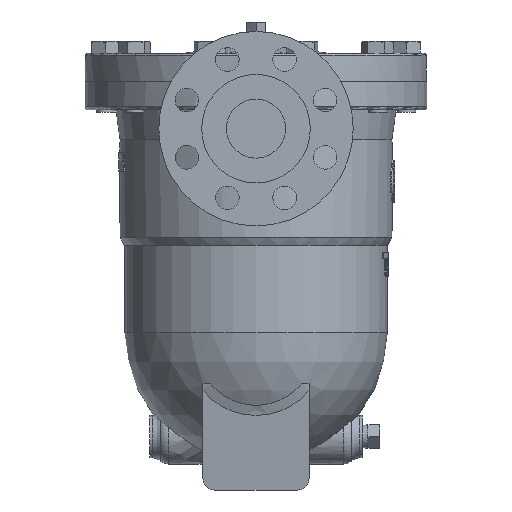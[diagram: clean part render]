
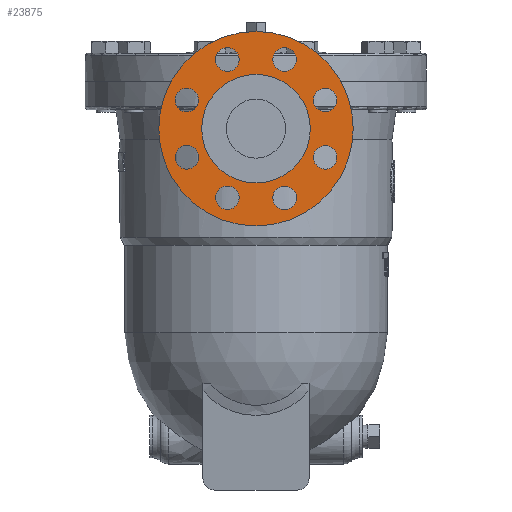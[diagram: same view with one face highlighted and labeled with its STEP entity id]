
A CAD part, left-side view. The second image highlights one B-rep face of the part: STEP entity #23875.
In plain terms, the highlighted planar face has unit normal (-1, 0, 0).
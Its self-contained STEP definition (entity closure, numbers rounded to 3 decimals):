
#22976=CARTESIAN_POINT('',(-196.4,-65.737,-8.629));
#22977=VERTEX_POINT('',#22976);
#22978=CARTESIAN_POINT('',(-196.4,-58.666,-15.7));
#22979=DIRECTION('',(1.0,0.,0.));
#22980=DIRECTION('',(0.,-0.707,0.707));
#22981=AXIS2_PLACEMENT_3D('',#22978,#22979,#22980);
#22982=CIRCLE('',#22981,10.0);
#22983=EDGE_CURVE('',#22977,#22977,#22982,.T.);
#23017=CARTESIAN_POINT('',(-196.4,-68.666,-64.3));
#23018=VERTEX_POINT('',#23017);
#23019=CARTESIAN_POINT('',(-196.4,-58.666,-64.3));
#23020=DIRECTION('',(1.0,0.0,0.0));
#23021=DIRECTION('',(0.0,-1.0,0.0));
#23022=AXIS2_PLACEMENT_3D('',#23019,#23020,#23021);
#23023=CIRCLE('',#23022,10.0);
#23024=EDGE_CURVE('',#23018,#23018,#23023,.T.);
#23058=CARTESIAN_POINT('',(-196.4,-31.371,-105.737));
#23059=VERTEX_POINT('',#23058);
#23060=CARTESIAN_POINT('',(-196.4,-24.3,-98.666));
#23061=DIRECTION('',(1.0,0.,0.));
#23062=DIRECTION('',(0.,-0.707,-0.707));
#23063=AXIS2_PLACEMENT_3D('',#23060,#23061,#23062);
#23064=CIRCLE('',#23063,10.0);
#23065=EDGE_CURVE('',#23059,#23059,#23064,.T.);
#23099=CARTESIAN_POINT('',(-196.4,24.3,-108.666));
#23100=VERTEX_POINT('',#23099);
#23101=CARTESIAN_POINT('',(-196.4,24.3,-98.666));
#23102=DIRECTION('',(1.0,0.0,0.0));
#23103=DIRECTION('',(0.0,0.0,-1.0));
#23104=AXIS2_PLACEMENT_3D('',#23101,#23102,#23103);
#23105=CIRCLE('',#23104,10.0);
#23106=EDGE_CURVE('',#23100,#23100,#23105,.T.);
#23140=CARTESIAN_POINT('',(-196.4,65.737,-71.371));
#23141=VERTEX_POINT('',#23140);
#23142=CARTESIAN_POINT('',(-196.4,58.666,-64.3));
#23143=DIRECTION('',(1.0,0.,0.));
#23144=DIRECTION('',(0.,0.707,-0.707));
#23145=AXIS2_PLACEMENT_3D('',#23142,#23143,#23144);
#23146=CIRCLE('',#23145,10.0);
#23147=EDGE_CURVE('',#23141,#23141,#23146,.T.);
#23181=CARTESIAN_POINT('',(-196.4,68.666,-15.7));
#23182=VERTEX_POINT('',#23181);
#23183=CARTESIAN_POINT('',(-196.4,58.666,-15.7));
#23184=DIRECTION('',(1.0,0.0,0.0));
#23185=DIRECTION('',(0.0,1.0,0.0));
#23186=AXIS2_PLACEMENT_3D('',#23183,#23184,#23185);
#23187=CIRCLE('',#23186,10.0);
#23188=EDGE_CURVE('',#23182,#23182,#23187,.T.);
#23222=CARTESIAN_POINT('',(-196.4,31.371,25.737));
#23223=VERTEX_POINT('',#23222);
#23224=CARTESIAN_POINT('',(-196.4,24.3,18.666));
#23225=DIRECTION('',(1.0,0.,0.));
#23226=DIRECTION('',(0.,0.707,0.707));
#23227=AXIS2_PLACEMENT_3D('',#23224,#23225,#23226);
#23228=CIRCLE('',#23227,10.0);
#23229=EDGE_CURVE('',#23223,#23223,#23228,.T.);
#23263=CARTESIAN_POINT('',(-196.4,-24.3,28.666));
#23264=VERTEX_POINT('',#23263);
#23265=CARTESIAN_POINT('',(-196.4,-24.3,18.666));
#23266=DIRECTION('',(1.0,0.0,0.0));
#23267=DIRECTION('',(0.0,0.0,1.0));
#23268=AXIS2_PLACEMENT_3D('',#23265,#23266,#23267);
#23269=CIRCLE('',#23268,10.0);
#23270=EDGE_CURVE('',#23264,#23264,#23269,.T.);
#23824=CARTESIAN_POINT('',(-196.4,0.0,24.275));
#23825=DIRECTION('',(-1.0,0.0,0.0));
#23826=DIRECTION('',(0.0,0.0,1.0));
#23827=AXIS2_PLACEMENT_3D('',#23824,#23825,#23826);
#23828=PLANE('',#23827);
#23829=CARTESIAN_POINT('',(-196.4,0.0,42.5));
#23830=VERTEX_POINT('',#23829);
#23831=CARTESIAN_POINT('',(-196.4,0.0,-40.));
#23832=DIRECTION('',(-1.0,0.0,0.0));
#23833=DIRECTION('',(0.0,0.0,1.0));
#23834=AXIS2_PLACEMENT_3D('',#23831,#23832,#23833);
#23835=CIRCLE('',#23834,82.5);
#23836=EDGE_CURVE('',#23830,#23830,#23835,.T.);
#23837=ORIENTED_EDGE('',*,*,#23836,.T.);
#23838=EDGE_LOOP('',(#23837));
#23839=FACE_OUTER_BOUND('',#23838,.T.);
#23840=CARTESIAN_POINT('',(-196.4,0.0,6.05));
#23841=VERTEX_POINT('',#23840);
#23842=CARTESIAN_POINT('',(-196.4,0.0,-40.));
#23843=DIRECTION('',(-1.0,0.0,0.0));
#23844=DIRECTION('',(0.0,0.0,1.0));
#23845=AXIS2_PLACEMENT_3D('',#23842,#23843,#23844);
#23846=CIRCLE('',#23845,46.05);
#23847=EDGE_CURVE('',#23841,#23841,#23846,.T.);
#23848=ORIENTED_EDGE('',*,*,#23847,.F.);
#23849=EDGE_LOOP('',(#23848));
#23850=FACE_BOUND('',#23849,.T.);
#23851=ORIENTED_EDGE('',*,*,#23065,.T.);
#23852=EDGE_LOOP('',(#23851));
#23853=FACE_BOUND('',#23852,.T.);
#23854=ORIENTED_EDGE('',*,*,#23106,.T.);
#23855=EDGE_LOOP('',(#23854));
#23856=FACE_BOUND('',#23855,.T.);
#23857=ORIENTED_EDGE('',*,*,#22983,.T.);
#23858=EDGE_LOOP('',(#23857));
#23859=FACE_BOUND('',#23858,.T.);
#23860=ORIENTED_EDGE('',*,*,#23024,.T.);
#23861=EDGE_LOOP('',(#23860));
#23862=FACE_BOUND('',#23861,.T.);
#23863=ORIENTED_EDGE('',*,*,#23147,.T.);
#23864=EDGE_LOOP('',(#23863));
#23865=FACE_BOUND('',#23864,.T.);
#23866=ORIENTED_EDGE('',*,*,#23188,.T.);
#23867=EDGE_LOOP('',(#23866));
#23868=FACE_BOUND('',#23867,.T.);
#23869=ORIENTED_EDGE('',*,*,#23229,.T.);
#23870=EDGE_LOOP('',(#23869));
#23871=FACE_BOUND('',#23870,.T.);
#23872=ORIENTED_EDGE('',*,*,#23270,.T.);
#23873=EDGE_LOOP('',(#23872));
#23874=FACE_BOUND('',#23873,.T.);
#23875=ADVANCED_FACE('',(#23839,#23850,#23853,#23856,#23859,#23862,#23865,#23868,#23871,#23874),#23828,.T.);
